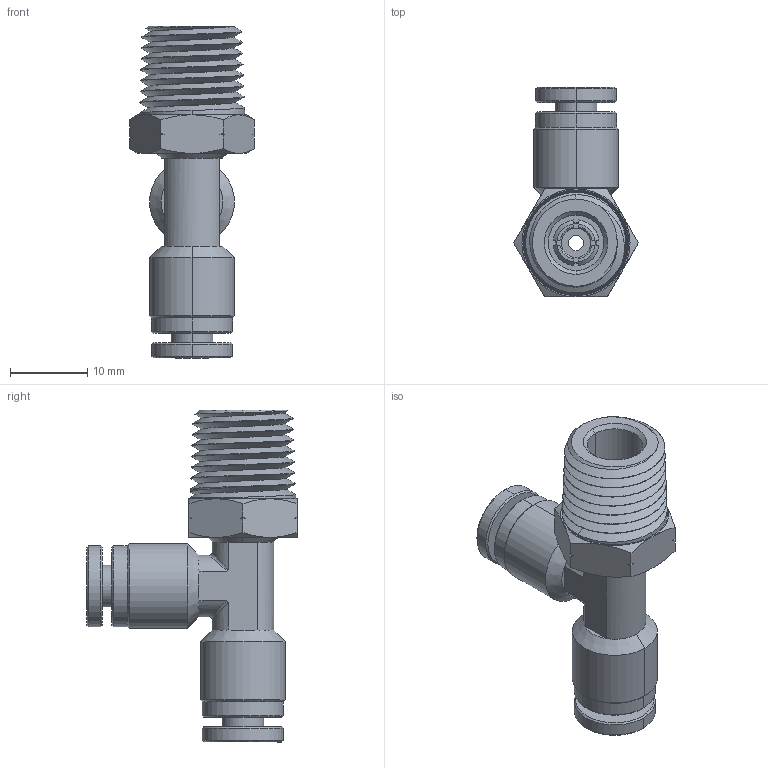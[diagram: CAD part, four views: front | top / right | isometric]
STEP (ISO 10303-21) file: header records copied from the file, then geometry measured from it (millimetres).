
FILE_DESCRIPTION (( 'STEP AP214' ), '1' );
FILE_NAME ('RTS1-8N1-4W.STEP', '2018-07-26T16:51:22', ( '' ), ( '' ), 'SwSTEP 2.0', 'SolidWorks 2016', '' );
FILE_SCHEMA (( 'AUTOMOTIVE_DESIGN' ));
Length unit declared in the file: millimetre
Products named in the file (1): RTS1-8N1-4W
Bounding box: 16.17 x 27.2 x 43 mm (x, y, z)
Volume: 4135 mm3; surface area: 6316 mm2
Topology: 12 solids, 12 shells, 743 faces, 1986 edges, 1281 vertices
Faces by surface type: plane 254, cone 251, cylinder 142, bspline 92, torus 4
Entity records: 36907 total; most frequent: CARTESIAN_POINT 11361, ORIENTED_EDGE 3972, DIRECTION 3163, EDGE_CURVE 1986, AXIS2_PLACEMENT_3D 1292, VERTEX_POINT 1281, EDGE_LOOP 783, UNCERTAINTY_MEASURE_WITH_UNIT 757
